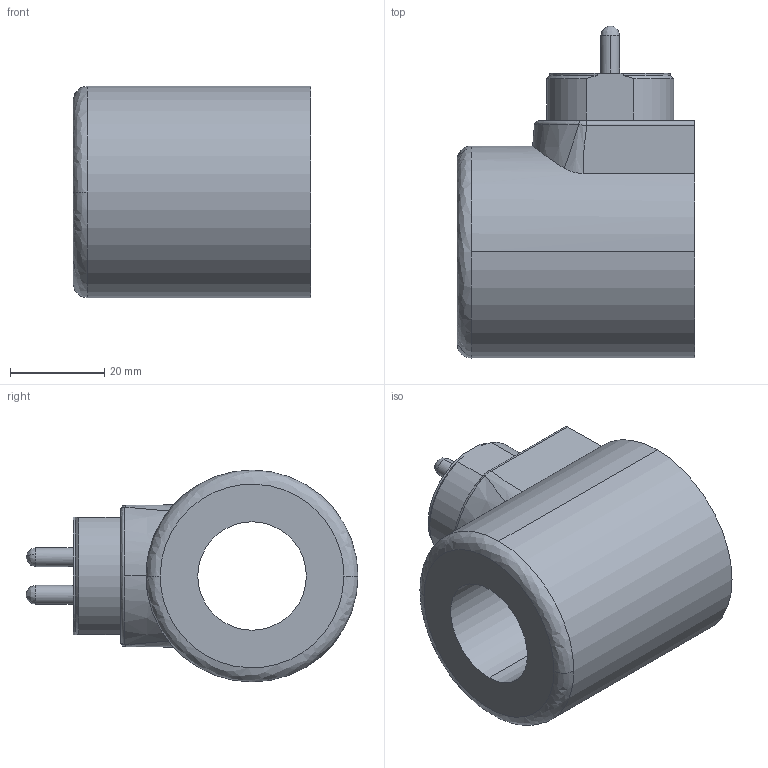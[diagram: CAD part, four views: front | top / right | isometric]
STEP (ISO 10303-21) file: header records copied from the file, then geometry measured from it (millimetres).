
FILE_DESCRIPTION (( 'STEP AP214' ), '1' );
FILE_NAME ('Magnetspule _45_Kostal.STEP', '2016-07-12T12:44:08', ( '' ), ( '' ), 'SwSTEP 2.0', 'SolidWorks 2014', '' );
FILE_SCHEMA (( 'AUTOMOTIVE_DESIGN' ));
Length unit declared in the file: millimetre
Products named in the file (1): Magnetspule _45_Kostal
Bounding box: 50.5 x 70.5 x 45 mm (x, y, z)
Volume: 71519.7 mm3; surface area: 14939.9 mm2
Topology: 4 solids, 4 shells, 55 faces, 142 edges, 90 vertices
Faces by surface type: cylinder 22, plane 14, bspline 11, cone 8
Entity records: 2289 total; most frequent: CARTESIAN_POINT 738, ORIENTED_EDGE 272, DIRECTION 252, EDGE_CURVE 136, AXIS2_PLACEMENT_3D 102, VERTEX_POINT 90, EDGE_LOOP 62, CIRCLE 57
